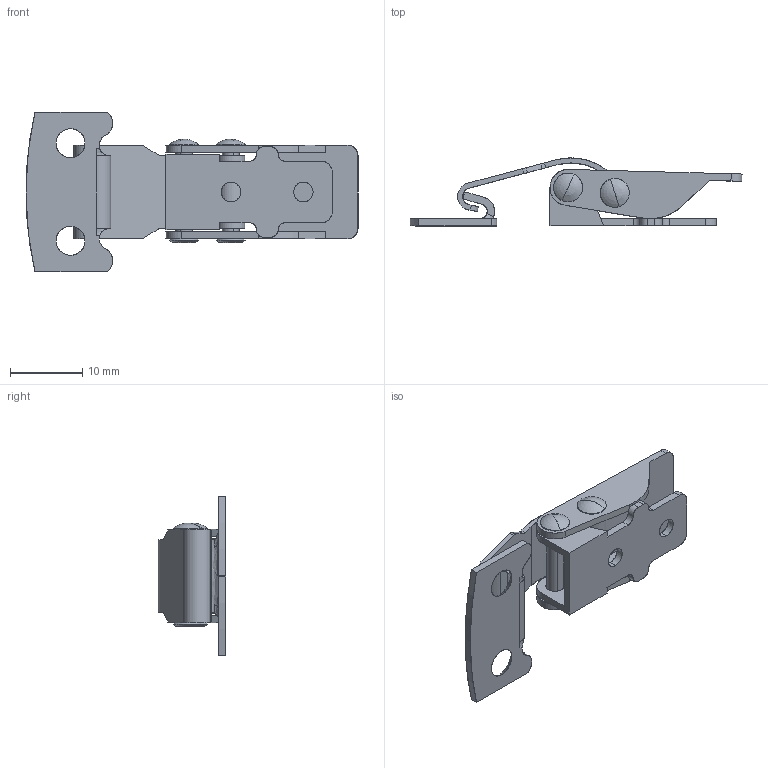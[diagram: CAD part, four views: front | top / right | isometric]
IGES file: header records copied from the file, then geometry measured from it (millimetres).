
Start section: SolidWorks IGES file using analytic representation for surfaces
Global section: file name: CS-29000.IGS; native system: SolidWorks 2010; preprocessor: SolidWorks 2010; author: bmms01; date: 130606.110709; units: millimetre
Bounding box: 45.92 x 9.39 x 22 mm (x, y, z)
Surface area: 3328.9 mm2 (no closed solid volume)
Topology: 0 solids, 0 shells, 174 faces, 2265 edges, 2263 vertices
Faces by surface type: revolution 88, bspline 86
